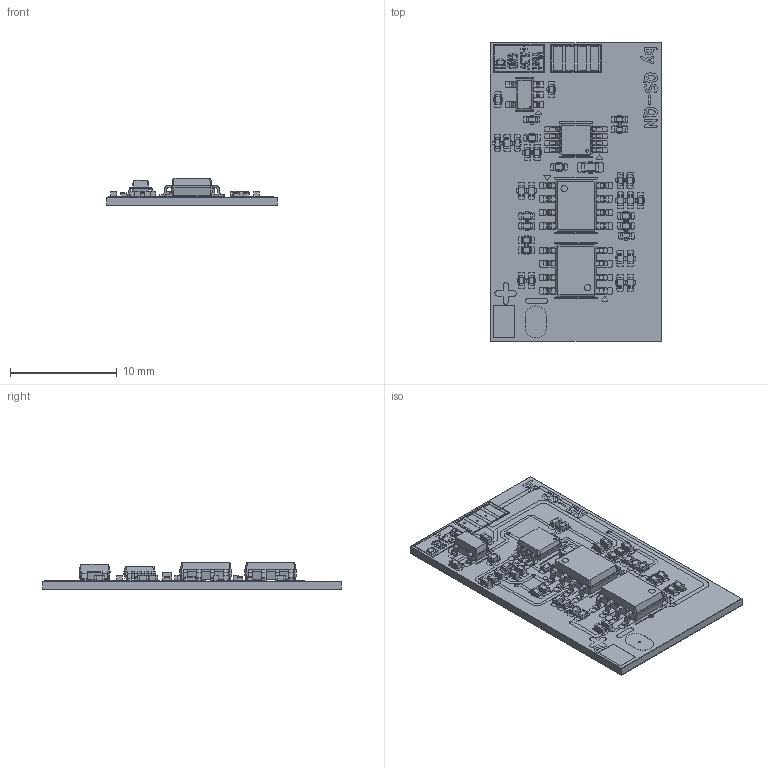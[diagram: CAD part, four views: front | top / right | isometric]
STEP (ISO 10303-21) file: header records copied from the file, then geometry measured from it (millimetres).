
FILE_DESCRIPTION(('KiCad electronic assembly'),'2;1');
FILE_NAME('EMGSensor.step','2025-10-29T17:52:18',('Pcbnew'),('Kicad'), 'Open CASCADE STEP processor 7.6','KiCad to STEP converter','Unknown' );
FILE_SCHEMA(('AUTOMOTIVE_DESIGN { 1 0 10303 214 1 1 1 1 }'));
Length unit declared in the file: millimetre
Products named in the file (11): EMGSensor 1; C_0402_1005Metric; R_0402_1005Metric; SOT-23-5; SOIC-8_3.9x4.9mm_P1.27mm; VSSOP-8_3x3mm_P0.65mm; C_0603_1608Metric; EMGSensor_copper; EMGSensor_silkscreen; EMGSensor_soldermask; EMGSensor_PCB
Assembly tree (41 placements, depth 2):
  EMGSensor 1
    C_0402_1005Metric  x17
    R_0402_1005Metric  x15
    SOT-23-5
    SOIC-8_3.9x4.9mm_P1.27mm  x2
    VSSOP-8_3x3mm_P0.65mm
    C_0603_1608Metric
    EMGSensor_copper
    EMGSensor_silkscreen
    EMGSensor_soldermask
    EMGSensor_PCB
Bounding box: 16 x 28 x 2.62 mm (x, y, z)
Volume: 443.6 mm3; surface area: 4274.5 mm2
Topology: 63 solids, 171 shells, 3382 faces, 10443 edges, 7461 vertices
Faces by surface type: plane 2237, cylinder 1081, bspline 64
Full cylindrical faces by diameter (mm): 0.2 x104, 0.45 x36, 0.858 x13
Entity records: 89786 total; most frequent: CARTESIAN_POINT 16455, DIRECTION 15004, ORIENTED_EDGE 14188, EDGE_CURVE 7946, VERTEX_POINT 5828, LINE 5578, VECTOR 5578, AXIS2_PLACEMENT_3D 4713
